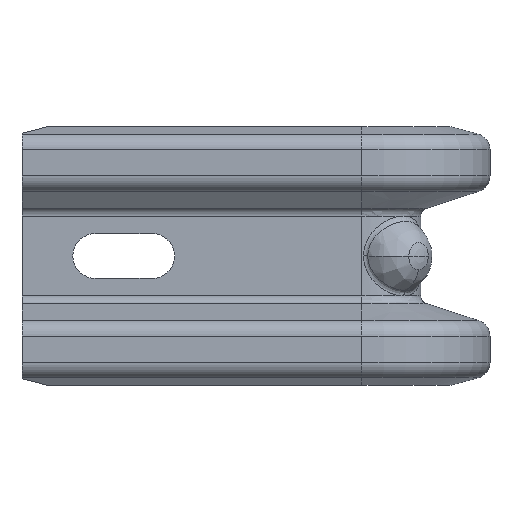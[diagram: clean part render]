
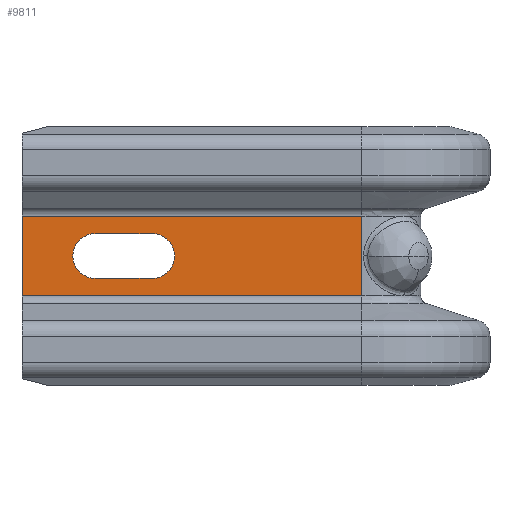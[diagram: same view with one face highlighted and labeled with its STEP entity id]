
A CAD part, left-side view. The second image highlights one B-rep face of the part: STEP entity #9811.
In plain terms, the highlighted planar face has unit normal (-1, 0, 0).
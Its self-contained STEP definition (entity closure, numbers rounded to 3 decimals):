
#1837=DIRECTION('',(0.,1.,0.));
#1838=VECTOR('',#1837,14.);
#1839=CARTESIAN_POINT('',(-207.,83.,5.5));
#1840=LINE('',#1839,#1838);
#1841=CARTESIAN_POINT('',(-207.,97.,0.));
#1842=DIRECTION('',(1.,0.,0.));
#1843=DIRECTION('',(0.,0.,-1.));
#1844=AXIS2_PLACEMENT_3D('',#1841,#1842,#1843);
#1846=DIRECTION('',(0.,-1.,0.));
#1847=VECTOR('',#1846,14.);
#1848=CARTESIAN_POINT('',(-207.,97.,-5.5));
#1849=LINE('',#1848,#1847);
#1850=CARTESIAN_POINT('',(-207.,83.,0.));
#1851=DIRECTION('',(1.,0.,0.));
#1852=DIRECTION('',(0.,0.,1.));
#1853=AXIS2_PLACEMENT_3D('',#1850,#1851,#1852);
#1855=DIRECTION('',(0.,0.,1.));
#1856=VECTOR('',#1855,19.6);
#1857=CARTESIAN_POINT('',(-207.,115.,-9.8));
#1858=LINE('',#1857,#1856);
#1859=DIRECTION('',(0.,0.,1.));
#1860=VECTOR('',#1859,19.6);
#1861=CARTESIAN_POINT('',(-207.,31.5,-9.8));
#1862=LINE('',#1861,#1860);
#1863=DIRECTION('',(0.,1.,0.));
#1864=VECTOR('',#1863,83.5);
#1865=CARTESIAN_POINT('',(-207.,31.5,-9.8));
#1866=LINE('',#1865,#1864);
#5171=DIRECTION('',(0.,1.,0.));
#5172=VECTOR('',#5171,83.5);
#5173=CARTESIAN_POINT('',(-207.,31.5,9.8));
#5174=LINE('',#5173,#5172);
#6460=CARTESIAN_POINT('',(-207.,31.5,-9.8));
#6461=VERTEX_POINT('',#6460);
#6462=CARTESIAN_POINT('',(-207.,31.5,9.8));
#6463=VERTEX_POINT('',#6462);
#6556=CARTESIAN_POINT('',(-207.,83.,5.5));
#6557=CARTESIAN_POINT('',(-207.,97.,5.5));
#6558=VERTEX_POINT('',#6556);
#6559=VERTEX_POINT('',#6557);
#6560=CARTESIAN_POINT('',(-207.,97.,-5.5));
#6561=VERTEX_POINT('',#6560);
#6562=CARTESIAN_POINT('',(-207.,83.,-5.5));
#6563=VERTEX_POINT('',#6562);
#7866=CARTESIAN_POINT('',(-207.,115.,-9.8));
#7867=VERTEX_POINT('',#7866);
#7868=CARTESIAN_POINT('',(-207.,115.,9.8));
#7869=VERTEX_POINT('',#7868);
#9788=CARTESIAN_POINT('',(-207.,31.5,-9.8));
#9789=DIRECTION('',(-1.,0.,0.));
#9790=DIRECTION('',(0.,0.,1.));
#9791=AXIS2_PLACEMENT_3D('',#9788,#9789,#9790);
#9792=PLANE('',#9791);
#9794=ORIENTED_EDGE('',*,*,#9793,.T.);
#9796=ORIENTED_EDGE('',*,*,#9795,.F.);
#9797=ORIENTED_EDGE('',*,*,#8638,.F.);
#9798=ORIENTED_EDGE('',*,*,#9780,.T.);
#9799=EDGE_LOOP('',(#9794,#9796,#9797,#9798));
#9800=FACE_OUTER_BOUND('',#9799,.F.);
#9802=ORIENTED_EDGE('',*,*,#9801,.T.);
#9804=ORIENTED_EDGE('',*,*,#9803,.F.);
#9806=ORIENTED_EDGE('',*,*,#9805,.T.);
#9808=ORIENTED_EDGE('',*,*,#9807,.F.);
#9809=EDGE_LOOP('',(#9802,#9804,#9806,#9808));
#9810=FACE_BOUND('',#9809,.F.);
#9811=ADVANCED_FACE('',(#9800,#9810),#9792,.T.);
#1845=CIRCLE('',#1844,5.5);
#1854=CIRCLE('',#1853,5.5);
#8638=EDGE_CURVE('',#6461,#6463,#1862,.T.);
#9780=EDGE_CURVE('',#6461,#7867,#1866,.T.);
#9793=EDGE_CURVE('',#7867,#7869,#1858,.T.);
#9795=EDGE_CURVE('',#6463,#7869,#5174,.T.);
#9801=EDGE_CURVE('',#6558,#6559,#1840,.T.);
#9803=EDGE_CURVE('',#6561,#6559,#1845,.T.);
#9805=EDGE_CURVE('',#6561,#6563,#1849,.T.);
#9807=EDGE_CURVE('',#6558,#6563,#1854,.T.);
